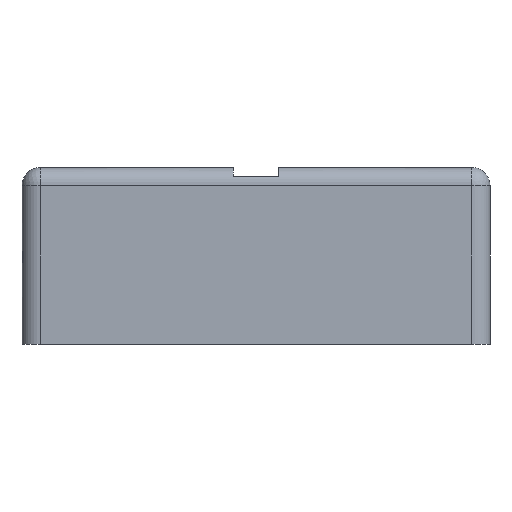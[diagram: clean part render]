
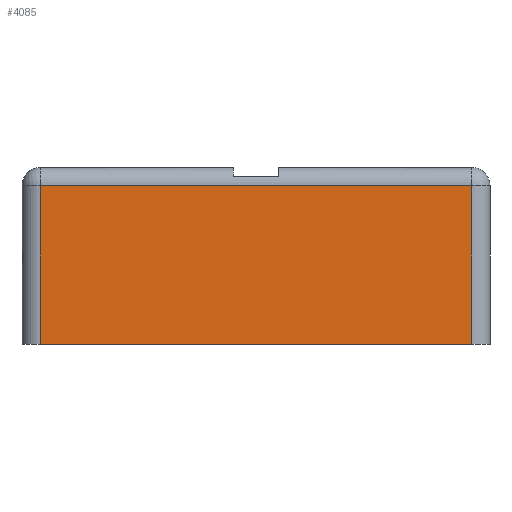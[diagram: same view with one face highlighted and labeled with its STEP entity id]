
A CAD part, left-side view. The second image highlights one B-rep face of the part: STEP entity #4085.
In plain terms, the highlighted planar face has unit normal (-1, 0, 0).
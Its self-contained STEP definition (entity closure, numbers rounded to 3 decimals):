
#362=LINE('',#6650,#761);
#367=LINE('',#6675,#766);
#370=LINE('',#6680,#769);
#397=LINE('',#6739,#796);
#761=VECTOR('',#4776,10.);
#766=VECTOR('',#4805,10.);
#769=VECTOR('',#4812,10.);
#796=VECTOR('',#4861,10.);
#1106=PLANE('',#4407);
#1329=FACE_OUTER_BOUND('',#1575,.T.);
#1575=EDGE_LOOP('',(#3622,#3623,#3624,#3625));
#1900=VERTEX_POINT('',#6639);
#1904=VERTEX_POINT('',#6648);
#1909=VERTEX_POINT('',#6665);
#1911=VERTEX_POINT('',#6671);
#2363=EDGE_CURVE('',#1904,#1900,#362,.T.);
#2376=EDGE_CURVE('',#1909,#1911,#367,.T.);
#2379=EDGE_CURVE('',#1900,#1909,#370,.T.);
#2410=EDGE_CURVE('',#1911,#1904,#397,.T.);
#3622=ORIENTED_EDGE('',*,*,#2363,.F.);
#3623=ORIENTED_EDGE('',*,*,#2410,.F.);
#3624=ORIENTED_EDGE('',*,*,#2376,.F.);
#3625=ORIENTED_EDGE('',*,*,#2379,.F.);
#4085=ADVANCED_FACE('',(#1329),#1106,.T.);
#4407=AXIS2_PLACEMENT_3D('',#7307,#5205,#5206);
#4776=DIRECTION('',(0.,0.,1.));
#4805=DIRECTION('',(0.,0.,-1.));
#4812=DIRECTION('',(0.,-1.,0.));
#4861=DIRECTION('',(0.,1.,0.));
#5205=DIRECTION('center_axis',(-1.,0.,0.));
#5206=DIRECTION('ref_axis',(0.,1.,0.));
#6639=CARTESIAN_POINT('',(-1.525,49.898,14.708));
#6648=CARTESIAN_POINT('',(-1.525,49.898,-2.752));
#6650=CARTESIAN_POINT('',(-1.525,49.898,-0.302));
#6665=CARTESIAN_POINT('',(-1.525,2.448,14.708));
#6671=CARTESIAN_POINT('',(-1.525,2.448,-2.752));
#6675=CARTESIAN_POINT('',(-1.525,2.448,-0.302));
#6680=CARTESIAN_POINT('',(-1.525,13.316,14.708));
#6739=CARTESIAN_POINT('',(-1.525,13.316,-2.752));
#7307=CARTESIAN_POINT('Origin',(-1.525,0.458,-0.302));
